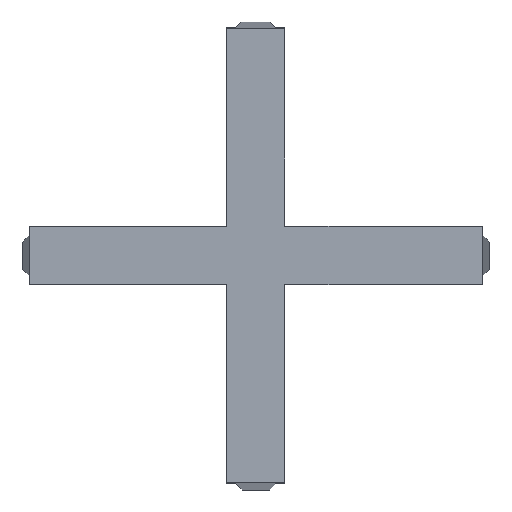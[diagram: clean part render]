
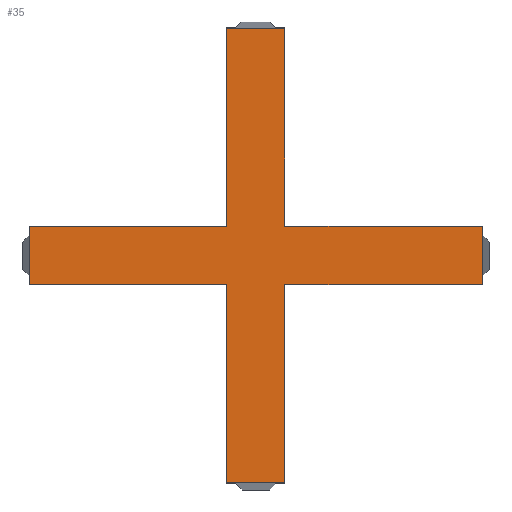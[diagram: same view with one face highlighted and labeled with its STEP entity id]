
A CAD part, top view. The second image highlights one B-rep face of the part: STEP entity #35.
In plain terms, the highlighted planar face has unit normal (0, 0, 1).
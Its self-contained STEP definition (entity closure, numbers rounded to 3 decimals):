
#35=ADVANCED_FACE('',(#87),#61,.T.);
#61=PLANE('',#548);
#87=FACE_OUTER_BOUND('',#113,.T.);
#113=EDGE_LOOP('',(#150,#151,#152,#153,#154,#155,#156,#157,#158,#159,#160,
#161));
#150=ORIENTED_EDGE('',*,*,#342,.F.);
#151=ORIENTED_EDGE('',*,*,#343,.T.);
#152=ORIENTED_EDGE('',*,*,#344,.T.);
#153=ORIENTED_EDGE('',*,*,#345,.F.);
#154=ORIENTED_EDGE('',*,*,#346,.T.);
#155=ORIENTED_EDGE('',*,*,#347,.F.);
#156=ORIENTED_EDGE('',*,*,#348,.T.);
#157=ORIENTED_EDGE('',*,*,#349,.T.);
#158=ORIENTED_EDGE('',*,*,#350,.F.);
#159=ORIENTED_EDGE('',*,*,#351,.F.);
#160=ORIENTED_EDGE('',*,*,#352,.F.);
#161=ORIENTED_EDGE('',*,*,#353,.F.);
#294=VERTEX_POINT('',#726);
#295=VERTEX_POINT('',#727);
#296=VERTEX_POINT('',#729);
#297=VERTEX_POINT('',#731);
#298=VERTEX_POINT('',#733);
#299=VERTEX_POINT('',#735);
#300=VERTEX_POINT('',#737);
#301=VERTEX_POINT('',#739);
#302=VERTEX_POINT('',#741);
#303=VERTEX_POINT('',#743);
#304=VERTEX_POINT('',#745);
#305=VERTEX_POINT('',#747);
#342=EDGE_CURVE('',#294,#295,#414,.T.);
#343=EDGE_CURVE('',#294,#296,#415,.T.);
#344=EDGE_CURVE('',#296,#297,#416,.T.);
#345=EDGE_CURVE('',#298,#297,#417,.T.);
#346=EDGE_CURVE('',#298,#299,#418,.T.);
#347=EDGE_CURVE('',#300,#299,#419,.T.);
#348=EDGE_CURVE('',#300,#301,#420,.T.);
#349=EDGE_CURVE('',#301,#302,#421,.T.);
#350=EDGE_CURVE('',#303,#302,#422,.T.);
#351=EDGE_CURVE('',#304,#303,#423,.T.);
#352=EDGE_CURVE('',#305,#304,#424,.T.);
#353=EDGE_CURVE('',#295,#305,#425,.T.);
#414=LINE('',#725,#486);
#415=LINE('',#728,#487);
#416=LINE('',#730,#488);
#417=LINE('',#732,#489);
#418=LINE('',#734,#490);
#419=LINE('',#736,#491);
#420=LINE('',#738,#492);
#421=LINE('',#740,#493);
#422=LINE('',#742,#494);
#423=LINE('',#744,#495);
#424=LINE('',#746,#496);
#425=LINE('',#748,#497);
#486=VECTOR('',#589,1.);
#487=VECTOR('',#590,1.);
#488=VECTOR('',#591,1.);
#489=VECTOR('',#592,1.);
#490=VECTOR('',#593,1.);
#491=VECTOR('',#594,1.);
#492=VECTOR('',#595,1.);
#493=VECTOR('',#596,1.);
#494=VECTOR('',#597,1.);
#495=VECTOR('',#598,1.);
#496=VECTOR('',#599,1.);
#497=VECTOR('',#600,1.);
#548=AXIS2_PLACEMENT_3D('',#749,#601,#602);
#589=DIRECTION('',(1.,0.,0.));
#590=DIRECTION('',(0.,-1.,0.));
#591=DIRECTION('',(1.,0.,0.));
#592=DIRECTION('',(0.,1.,0.));
#593=DIRECTION('',(1.,0.,0.));
#594=DIRECTION('',(0.,-1.,0.));
#595=DIRECTION('',(1.,0.,0.));
#596=DIRECTION('',(0.,1.,0.));
#597=DIRECTION('',(1.,0.,0.));
#598=DIRECTION('',(0.,-1.,0.));
#599=DIRECTION('',(1.,0.,0.));
#600=DIRECTION('',(0.,1.,0.));
#601=DIRECTION('',(0.,0.,1.));
#602=DIRECTION('',(-1.,0.,0.));
#725=CARTESIAN_POINT('',(-160.001,2.661,17.501));
#726=CARTESIAN_POINT('',(-20.646,2.661,17.501));
#727=CARTESIAN_POINT('',(-2.668,2.661,17.501));
#728=CARTESIAN_POINT('',(-20.646,-20.759,17.501));
#729=CARTESIAN_POINT('',(-20.646,-2.661,17.501));
#730=CARTESIAN_POINT('',(-160.001,-2.661,17.501));
#731=CARTESIAN_POINT('',(-2.668,-2.661,17.501));
#732=CARTESIAN_POINT('',(-2.668,-20.759,17.501));
#733=CARTESIAN_POINT('',(-2.668,-20.759,17.501));
#734=CARTESIAN_POINT('',(-11.23,-20.759,17.501));
#735=CARTESIAN_POINT('',(2.654,-20.759,17.501));
#736=CARTESIAN_POINT('',(2.654,-20.759,17.501));
#737=CARTESIAN_POINT('',(2.654,-2.661,17.501));
#738=CARTESIAN_POINT('',(-160.001,-2.661,17.501));
#739=CARTESIAN_POINT('',(20.685,-2.661,17.501));
#740=CARTESIAN_POINT('',(20.685,-20.759,17.501));
#741=CARTESIAN_POINT('',(20.685,2.661,17.501));
#742=CARTESIAN_POINT('',(-160.001,2.661,17.501));
#743=CARTESIAN_POINT('',(2.654,2.661,17.501));
#744=CARTESIAN_POINT('',(2.654,-20.759,17.501));
#745=CARTESIAN_POINT('',(2.654,20.728,17.501));
#746=CARTESIAN_POINT('',(-11.23,20.728,17.501));
#747=CARTESIAN_POINT('',(-2.668,20.728,17.501));
#748=CARTESIAN_POINT('',(-2.668,-20.759,17.501));
#749=CARTESIAN_POINT('',(-0.917,-20.759,17.501));
